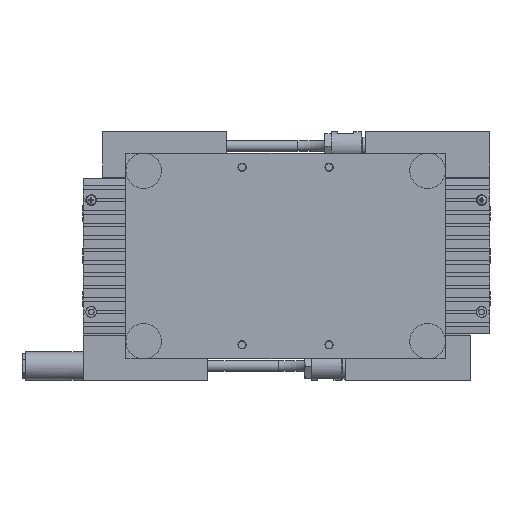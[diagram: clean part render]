
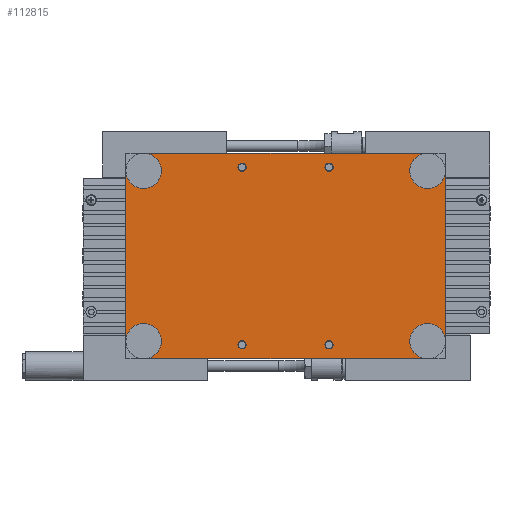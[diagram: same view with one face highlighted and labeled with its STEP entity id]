
A CAD part, front view. The second image highlights one B-rep face of the part: STEP entity #112815.
In plain terms, the highlighted planar face has unit normal (0, -1, 0).
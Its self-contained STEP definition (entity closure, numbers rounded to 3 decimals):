
#1354=FACE_BOUND('',#11918,.T.);
#1355=FACE_BOUND('',#11919,.T.);
#1356=FACE_BOUND('',#11920,.T.);
#1357=FACE_BOUND('',#11921,.T.);
#5194=FACE_OUTER_BOUND('',#11917,.T.);
#11917=EDGE_LOOP('',(#81726,#81727,#81728,#81729,#81730,#81731,#81732,#81733));
#11918=EDGE_LOOP('',(#81734));
#11919=EDGE_LOOP('',(#81735));
#11920=EDGE_LOOP('',(#81736));
#11921=EDGE_LOOP('',(#81737));
#20172=CIRCLE('',#120731,10.);
#20174=CIRCLE('',#120734,10.);
#20175=CIRCLE('',#120735,10.);
#20176=CIRCLE('',#120736,10.);
#20177=CIRCLE('',#120737,2.3);
#20178=CIRCLE('',#120738,2.3);
#20179=CIRCLE('',#120739,2.3);
#20180=CIRCLE('',#120740,2.3);
#25964=LINE('',#187557,#37041);
#25966=LINE('',#187569,#37043);
#25967=LINE('',#187573,#37044);
#25968=LINE('',#187576,#37045);
#37041=VECTOR('',#137266,96.);
#37043=VECTOR('',#137280,160.);
#37044=VECTOR('',#137283,96.);
#37045=VECTOR('',#137286,160.);
#49151=VERTEX_POINT('',#187550);
#49153=VERTEX_POINT('',#187555);
#49154=VERTEX_POINT('',#187559);
#49156=VERTEX_POINT('',#187567);
#49157=VERTEX_POINT('',#187568);
#49158=VERTEX_POINT('',#187570);
#49159=VERTEX_POINT('',#187572);
#49160=VERTEX_POINT('',#187574);
#49161=VERTEX_POINT('',#187578);
#49162=VERTEX_POINT('',#187580);
#49163=VERTEX_POINT('',#187582);
#49164=VERTEX_POINT('',#187584);
#61590=EDGE_CURVE('',#49151,#49153,#25964,.T.);
#61593=EDGE_CURVE('',#49151,#49154,#20172,.T.);
#61595=EDGE_CURVE('',#49156,#49157,#25966,.T.);
#61596=EDGE_CURVE('',#49158,#49157,#20174,.T.);
#61597=EDGE_CURVE('',#49158,#49159,#25967,.T.);
#61598=EDGE_CURVE('',#49160,#49159,#20175,.T.);
#61599=EDGE_CURVE('',#49160,#49154,#25968,.T.);
#61600=EDGE_CURVE('',#49156,#49153,#20176,.T.);
#61601=EDGE_CURVE('',#49161,#49161,#20177,.T.);
#61602=EDGE_CURVE('',#49162,#49162,#20178,.T.);
#61603=EDGE_CURVE('',#49163,#49163,#20179,.T.);
#61604=EDGE_CURVE('',#49164,#49164,#20180,.T.);
#81726=ORIENTED_EDGE('',*,*,#61595,.T.);
#81727=ORIENTED_EDGE('',*,*,#61596,.F.);
#81728=ORIENTED_EDGE('',*,*,#61597,.T.);
#81729=ORIENTED_EDGE('',*,*,#61598,.F.);
#81730=ORIENTED_EDGE('',*,*,#61599,.T.);
#81731=ORIENTED_EDGE('',*,*,#61593,.F.);
#81732=ORIENTED_EDGE('',*,*,#61590,.T.);
#81733=ORIENTED_EDGE('',*,*,#61600,.F.);
#81734=ORIENTED_EDGE('',*,*,#61601,.T.);
#81735=ORIENTED_EDGE('',*,*,#61602,.T.);
#81736=ORIENTED_EDGE('',*,*,#61603,.T.);
#81737=ORIENTED_EDGE('',*,*,#61604,.T.);
#108484=PLANE('',#120733);
#112815=ADVANCED_FACE('',(#5194,#1354,#1355,#1356,#1357),#108484,.T.);
#120731=AXIS2_PLACEMENT_3D('',#187563,#137274,#137275);
#120733=AXIS2_PLACEMENT_3D('',#187566,#137278,#137279);
#120734=AXIS2_PLACEMENT_3D('',#187571,#137281,#137282);
#120735=AXIS2_PLACEMENT_3D('',#187575,#137284,#137285);
#120736=AXIS2_PLACEMENT_3D('',#187577,#137287,#137288);
#120737=AXIS2_PLACEMENT_3D('',#187579,#137289,#137290);
#120738=AXIS2_PLACEMENT_3D('',#187581,#137291,#137292);
#120739=AXIS2_PLACEMENT_3D('',#187583,#137293,#137294);
#120740=AXIS2_PLACEMENT_3D('',#187585,#137295,#137296);
#137266=DIRECTION('',(0.,0.,-1.));
#137274=DIRECTION('center_axis',(0.,-1.,0.));
#137275=DIRECTION('ref_axis',(1.,0.,0.));
#137278=DIRECTION('center_axis',(0.,-1.,0.));
#137279=DIRECTION('ref_axis',(1.,0.,0.));
#137280=DIRECTION('',(1.,0.,0.));
#137281=DIRECTION('center_axis',(0.,-1.,0.));
#137282=DIRECTION('ref_axis',(1.,0.,0.));
#137283=DIRECTION('',(0.,0.,1.));
#137284=DIRECTION('center_axis',(0.,-1.,0.));
#137285=DIRECTION('ref_axis',(0.,0.,1.));
#137286=DIRECTION('',(-1.,0.,0.));
#137287=DIRECTION('center_axis',(0.,-1.,0.));
#137288=DIRECTION('ref_axis',(0.,0.,-1.));
#137289=DIRECTION('center_axis',(0.,1.,0.));
#137290=DIRECTION('ref_axis',(-1.,0.,0.));
#137291=DIRECTION('center_axis',(0.,1.,0.));
#137292=DIRECTION('ref_axis',(-1.,0.,0.));
#137293=DIRECTION('center_axis',(0.,1.,0.));
#137294=DIRECTION('ref_axis',(-1.,0.,0.));
#137295=DIRECTION('center_axis',(0.,1.,0.));
#137296=DIRECTION('ref_axis',(-1.,0.,0.));
#187550=CARTESIAN_POINT('',(-101.,-49.,48.));
#187555=CARTESIAN_POINT('',(-101.,-49.,-48.));
#187557=CARTESIAN_POINT('',(-101.,-49.,48.));
#187559=CARTESIAN_POINT('',(-91.,-49.,58.));
#187563=CARTESIAN_POINT('Origin',(-91.,-49.,48.));
#187566=CARTESIAN_POINT('Origin',(-11.,-49.,0.));
#187567=CARTESIAN_POINT('',(-91.,-49.,-58.));
#187568=CARTESIAN_POINT('',(69.,-49.,-58.));
#187569=CARTESIAN_POINT('',(-91.,-49.,-58.));
#187570=CARTESIAN_POINT('',(79.,-49.,-48.));
#187571=CARTESIAN_POINT('Origin',(69.,-49.,-48.));
#187572=CARTESIAN_POINT('',(79.,-49.,48.));
#187573=CARTESIAN_POINT('',(79.,-49.,-48.));
#187574=CARTESIAN_POINT('',(69.,-49.,58.));
#187575=CARTESIAN_POINT('Origin',(69.,-49.,48.));
#187576=CARTESIAN_POINT('',(69.,-49.,58.));
#187577=CARTESIAN_POINT('Origin',(-91.,-49.,-48.));
#187578=CARTESIAN_POINT('',(-33.2,-49.,50.));
#187579=CARTESIAN_POINT('Origin',(-35.5,-49.,50.));
#187580=CARTESIAN_POINT('',(-33.2,-49.,-50.));
#187581=CARTESIAN_POINT('Origin',(-35.5,-49.,-50.));
#187582=CARTESIAN_POINT('',(15.8,-49.,-50.));
#187583=CARTESIAN_POINT('Origin',(13.5,-49.,-50.));
#187584=CARTESIAN_POINT('',(15.8,-49.,50.));
#187585=CARTESIAN_POINT('Origin',(13.5,-49.,50.));
